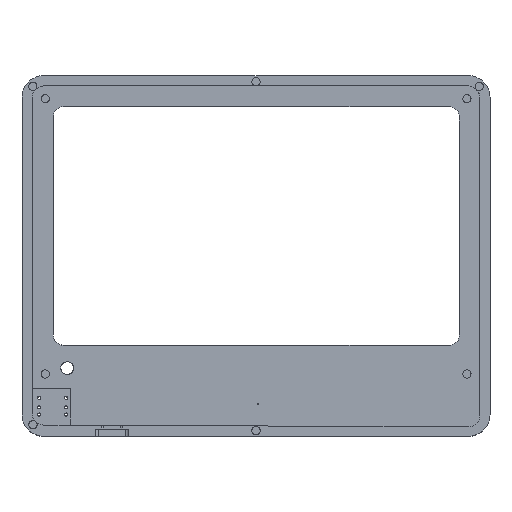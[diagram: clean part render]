
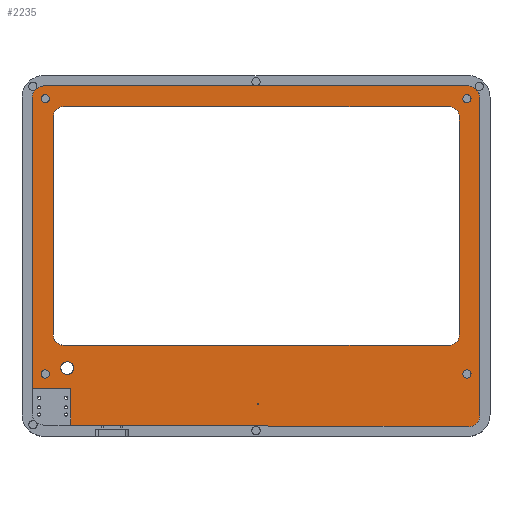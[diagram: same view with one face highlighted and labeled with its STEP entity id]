
A CAD part, top view. The second image highlights one B-rep face of the part: STEP entity #2235.
In plain terms, the highlighted planar face has unit normal (0, 0, 1).
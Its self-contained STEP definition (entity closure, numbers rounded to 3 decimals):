
#45=FACE_BOUND('',#346,.T.);
#46=FACE_BOUND('',#347,.T.);
#47=FACE_BOUND('',#348,.T.);
#48=FACE_BOUND('',#349,.T.);
#49=FACE_BOUND('',#350,.T.);
#50=FACE_BOUND('',#351,.T.);
#51=FACE_BOUND('',#352,.T.);
#107=PLANE('',#2469);
#218=FACE_OUTER_BOUND('',#345,.T.);
#345=EDGE_LOOP('',(#1899,#1900,#1901,#1902,#1903,#1904,#1905,#1906,#1907));
#346=EDGE_LOOP('',(#1908));
#347=EDGE_LOOP('',(#1909));
#348=EDGE_LOOP('',(#1910));
#349=EDGE_LOOP('',(#1911));
#350=EDGE_LOOP('',(#1912));
#351=EDGE_LOOP('',(#1913));
#352=EDGE_LOOP('',(#1914,#1915,#1916,#1917,#1918,#1919,#1920,#1921));
#430=CIRCLE('',#2333,0.325);
#432=CIRCLE('',#2337,2.5);
#434=CIRCLE('',#2340,4.);
#436=CIRCLE('',#2344,4.);
#437=CIRCLE('',#2348,4.497);
#438=CIRCLE('',#2351,4.512);
#439=CIRCLE('',#2354,4.474);
#453=CIRCLE('',#2370,4.);
#455=CIRCLE('',#2374,4.);
#474=CIRCLE('',#2417,1.6);
#476=CIRCLE('',#2421,1.6);
#478=CIRCLE('',#2425,1.6);
#480=CIRCLE('',#2429,1.6);
#554=LINE('',#3417,#749);
#558=LINE('',#3429,#753);
#562=LINE('',#3436,#757);
#565=LINE('',#3445,#760);
#568=LINE('',#3453,#763);
#585=LINE('',#3527,#780);
#659=LINE('',#3854,#854);
#660=LINE('',#3855,#855);
#661=LINE('',#3857,#856);
#662=LINE('',#3858,#857);
#749=VECTOR('',#2687,10.);
#753=VECTOR('',#2699,10.);
#757=VECTOR('',#2705,10.);
#760=VECTOR('',#2714,10.);
#763=VECTOR('',#2723,10.);
#780=VECTOR('',#2778,10.);
#854=VECTOR('',#3048,10.);
#855=VECTOR('',#3049,10.);
#856=VECTOR('',#3050,10.);
#857=VECTOR('',#3051,10.);
#953=VERTEX_POINT('',#3343);
#958=VERTEX_POINT('',#3359);
#963=VERTEX_POINT('',#3408);
#964=VERTEX_POINT('',#3410);
#966=VERTEX_POINT('',#3416);
#968=VERTEX_POINT('',#3422);
#970=VERTEX_POINT('',#3428);
#972=VERTEX_POINT('',#3434);
#973=VERTEX_POINT('',#3438);
#974=VERTEX_POINT('',#3440);
#975=VERTEX_POINT('',#3444);
#976=VERTEX_POINT('',#3448);
#977=VERTEX_POINT('',#3452);
#978=VERTEX_POINT('',#3456);
#1004=VERTEX_POINT('',#3515);
#1007=VERTEX_POINT('',#3526);
#1032=VERTEX_POINT('',#3717);
#1034=VERTEX_POINT('',#3724);
#1036=VERTEX_POINT('',#3731);
#1038=VERTEX_POINT('',#3738);
#1069=VERTEX_POINT('',#3852);
#1070=VERTEX_POINT('',#3853);
#1071=VERTEX_POINT('',#3856);
#1180=EDGE_CURVE('',#953,#953,#430,.T.);
#1185=EDGE_CURVE('',#958,#958,#432,.T.);
#1191=EDGE_CURVE('',#963,#964,#434,.T.);
#1194=EDGE_CURVE('',#964,#966,#554,.T.);
#1197=EDGE_CURVE('',#966,#968,#436,.T.);
#1200=EDGE_CURVE('',#968,#970,#558,.T.);
#1204=EDGE_CURVE('',#972,#963,#562,.T.);
#1206=EDGE_CURVE('',#974,#973,#437,.T.);
#1208=EDGE_CURVE('',#975,#974,#565,.T.);
#1210=EDGE_CURVE('',#976,#975,#438,.T.);
#1212=EDGE_CURVE('',#977,#976,#568,.T.);
#1214=EDGE_CURVE('',#978,#977,#439,.T.);
#1242=EDGE_CURVE('',#970,#1004,#453,.T.);
#1246=EDGE_CURVE('',#1004,#1007,#585,.T.);
#1249=EDGE_CURVE('',#1007,#972,#455,.T.);
#1301=EDGE_CURVE('',#1032,#1032,#474,.T.);
#1304=EDGE_CURVE('',#1034,#1034,#476,.T.);
#1307=EDGE_CURVE('',#1036,#1036,#478,.T.);
#1310=EDGE_CURVE('',#1038,#1038,#480,.T.);
#1367=EDGE_CURVE('',#1069,#1070,#659,.T.);
#1368=EDGE_CURVE('',#1070,#978,#660,.T.);
#1369=EDGE_CURVE('',#973,#1071,#661,.T.);
#1370=EDGE_CURVE('',#1071,#1069,#662,.T.);
#1899=ORIENTED_EDGE('',*,*,#1367,.T.);
#1900=ORIENTED_EDGE('',*,*,#1368,.T.);
#1901=ORIENTED_EDGE('',*,*,#1214,.T.);
#1902=ORIENTED_EDGE('',*,*,#1212,.T.);
#1903=ORIENTED_EDGE('',*,*,#1210,.T.);
#1904=ORIENTED_EDGE('',*,*,#1208,.T.);
#1905=ORIENTED_EDGE('',*,*,#1206,.T.);
#1906=ORIENTED_EDGE('',*,*,#1369,.T.);
#1907=ORIENTED_EDGE('',*,*,#1370,.T.);
#1908=ORIENTED_EDGE('',*,*,#1310,.T.);
#1909=ORIENTED_EDGE('',*,*,#1307,.T.);
#1910=ORIENTED_EDGE('',*,*,#1304,.T.);
#1911=ORIENTED_EDGE('',*,*,#1301,.T.);
#1912=ORIENTED_EDGE('',*,*,#1180,.F.);
#1913=ORIENTED_EDGE('',*,*,#1185,.F.);
#1914=ORIENTED_EDGE('',*,*,#1191,.F.);
#1915=ORIENTED_EDGE('',*,*,#1204,.F.);
#1916=ORIENTED_EDGE('',*,*,#1249,.F.);
#1917=ORIENTED_EDGE('',*,*,#1246,.F.);
#1918=ORIENTED_EDGE('',*,*,#1242,.F.);
#1919=ORIENTED_EDGE('',*,*,#1200,.F.);
#1920=ORIENTED_EDGE('',*,*,#1197,.F.);
#1921=ORIENTED_EDGE('',*,*,#1194,.F.);
#2235=ADVANCED_FACE('',(#218,#45,#46,#47,#48,#49,#50,#51),#107,.F.);
#2333=AXIS2_PLACEMENT_3D('',#3345,#2665,#2666);
#2337=AXIS2_PLACEMENT_3D('',#3361,#2674,#2675);
#2340=AXIS2_PLACEMENT_3D('',#3411,#2681,#2682);
#2344=AXIS2_PLACEMENT_3D('',#3423,#2693,#2694);
#2348=AXIS2_PLACEMENT_3D('',#3441,#2709,#2710);
#2351=AXIS2_PLACEMENT_3D('',#3449,#2718,#2719);
#2354=AXIS2_PLACEMENT_3D('',#3457,#2727,#2728);
#2370=AXIS2_PLACEMENT_3D('',#3516,#2772,#2773);
#2374=AXIS2_PLACEMENT_3D('',#3531,#2784,#2785);
#2417=AXIS2_PLACEMENT_3D('',#3718,#2897,#2898);
#2421=AXIS2_PLACEMENT_3D('',#3725,#2906,#2907);
#2425=AXIS2_PLACEMENT_3D('',#3732,#2915,#2916);
#2429=AXIS2_PLACEMENT_3D('',#3739,#2924,#2925);
#2469=AXIS2_PLACEMENT_3D('',#3851,#3046,#3047);
#2665=DIRECTION('center_axis',(0.,0.,1.));
#2666=DIRECTION('ref_axis',(1.,0.,0.));
#2674=DIRECTION('center_axis',(0.,0.,1.));
#2675=DIRECTION('ref_axis',(1.,0.,0.));
#2681=DIRECTION('center_axis',(0.,0.,1.));
#2682=DIRECTION('ref_axis',(0.,1.,0.));
#2687=DIRECTION('',(-1.,0.,0.));
#2693=DIRECTION('center_axis',(0.,0.,1.));
#2694=DIRECTION('ref_axis',(-1.,0.,0.));
#2699=DIRECTION('',(0.,-1.,0.));
#2705=DIRECTION('',(0.,1.,0.));
#2709=DIRECTION('center_axis',(0.,0.,1.));
#2710=DIRECTION('ref_axis',(-1.,0.005,0.));
#2714=DIRECTION('',(-1.,0.,0.));
#2718=DIRECTION('center_axis',(0.,0.,1.));
#2719=DIRECTION('ref_axis',(0.008,1.,0.));
#2723=DIRECTION('',(0.,1.,0.));
#2727=DIRECTION('center_axis',(0.,0.,1.));
#2728=DIRECTION('ref_axis',(1.,-0.001,0.));
#2772=DIRECTION('center_axis',(0.,0.,1.));
#2773=DIRECTION('ref_axis',(0.,-1.,0.));
#2778=DIRECTION('',(1.,0.,0.));
#2784=DIRECTION('center_axis',(0.,0.,1.));
#2785=DIRECTION('ref_axis',(1.,0.,0.));
#2897=DIRECTION('center_axis',(0.,0.,-1.));
#2898=DIRECTION('ref_axis',(1.,0.,0.));
#2906=DIRECTION('center_axis',(0.,0.,-1.));
#2907=DIRECTION('ref_axis',(1.,0.,0.));
#2915=DIRECTION('center_axis',(0.,0.,-1.));
#2916=DIRECTION('ref_axis',(1.,0.,0.));
#2924=DIRECTION('center_axis',(0.,0.,-1.));
#2925=DIRECTION('ref_axis',(1.,0.,0.));
#3046=DIRECTION('center_axis',(0.,0.,-1.));
#3047=DIRECTION('ref_axis',(1.,0.,0.));
#3048=DIRECTION('',(0.,-1.,0.));
#3049=DIRECTION('',(1.,-0.004,0.));
#3050=DIRECTION('',(0.,-1.,0.));
#3051=DIRECTION('',(1.,0.,0.));
#3343=CARTESIAN_POINT('',(-38.16,19.93,0.));
#3345=CARTESIAN_POINT('Origin',(-37.835,19.93,0.));
#3359=CARTESIAN_POINT('',(-114.535,33.85,0.));
#3361=CARTESIAN_POINT('Origin',(-112.035,33.85,0.));
#3408=CARTESIAN_POINT('',(40.513,131.5,0.));
#3410=CARTESIAN_POINT('',(36.513,135.5,0.));
#3411=CARTESIAN_POINT('Origin',(36.513,131.5,0.));
#3416=CARTESIAN_POINT('',(-113.487,135.5,0.));
#3417=CARTESIAN_POINT('',(36.513,135.5,0.));
#3422=CARTESIAN_POINT('',(-117.487,131.5,0.));
#3423=CARTESIAN_POINT('Origin',(-113.487,131.5,0.));
#3428=CARTESIAN_POINT('',(-117.487,46.75,0.));
#3429=CARTESIAN_POINT('',(-117.487,131.5,0.));
#3434=CARTESIAN_POINT('',(40.513,46.75,0.));
#3436=CARTESIAN_POINT('',(40.513,131.5,0.));
#3438=CARTESIAN_POINT('',(-125.615,139.076,0.));
#3440=CARTESIAN_POINT('',(-121.141,143.55,0.));
#3441=CARTESIAN_POINT('Origin',(-121.118,139.053,0.));
#3444=CARTESIAN_POINT('',(43.911,143.55,0.));
#3445=CARTESIAN_POINT('',(-79.878,143.55,0.));
#3448=CARTESIAN_POINT('',(48.385,139.076,0.));
#3449=CARTESIAN_POINT('Origin',(43.873,139.038,0.));
#3452=CARTESIAN_POINT('',(48.385,15.445,0.));
#3453=CARTESIAN_POINT('',(48.385,108.254,0.));
#3456=CARTESIAN_POINT('',(43.911,10.977,0.));
#3457=CARTESIAN_POINT('Origin',(43.911,15.451,0.));
#3515=CARTESIAN_POINT('',(-113.487,42.75,0.));
#3516=CARTESIAN_POINT('Origin',(-113.487,46.75,0.));
#3526=CARTESIAN_POINT('',(36.513,42.75,0.));
#3527=CARTESIAN_POINT('',(36.513,42.75,0.));
#3531=CARTESIAN_POINT('Origin',(36.513,46.75,0.));
#3717=CARTESIAN_POINT('',(41.814,31.553,0.));
#3718=CARTESIAN_POINT('Origin',(43.414,31.553,0.));
#3724=CARTESIAN_POINT('',(-122.186,31.553,0.));
#3725=CARTESIAN_POINT('Origin',(-120.586,31.553,0.));
#3731=CARTESIAN_POINT('',(41.814,138.553,0.));
#3732=CARTESIAN_POINT('Origin',(43.414,138.553,0.));
#3738=CARTESIAN_POINT('',(-122.186,138.553,0.));
#3739=CARTESIAN_POINT('Origin',(-120.586,138.553,0.));
#3851=CARTESIAN_POINT('Origin',(-38.615,77.431,0.));
#3852=CARTESIAN_POINT('',(-110.704,26.021,0.));
#3853=CARTESIAN_POINT('',(-110.704,11.636,0.));
#3854=CARTESIAN_POINT('',(-110.704,44.726,0.));
#3855=CARTESIAN_POINT('',(2.507,11.154,0.));
#3856=CARTESIAN_POINT('',(-125.615,26.021,0.));
#3857=CARTESIAN_POINT('',(-125.615,46.802,0.));
#3858=CARTESIAN_POINT('',(-81.659,26.021,0.));
